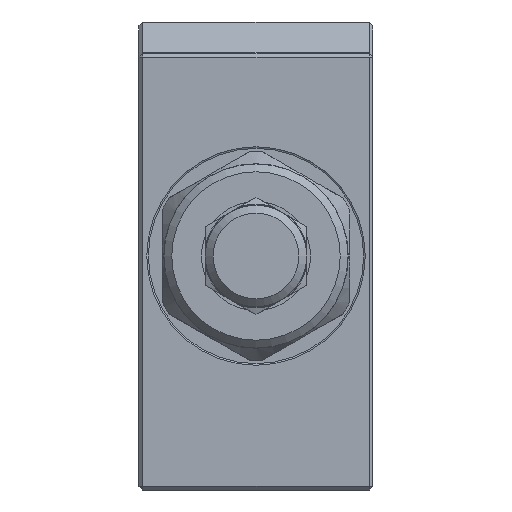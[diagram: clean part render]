
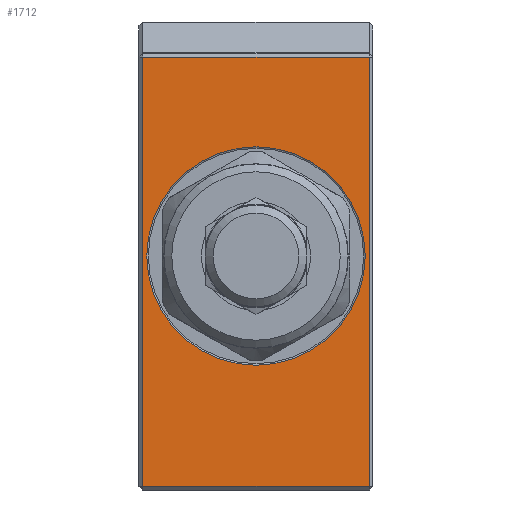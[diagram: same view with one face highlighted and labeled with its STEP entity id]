
A CAD part, left-side view. The second image highlights one B-rep face of the part: STEP entity #1712.
In plain terms, the highlighted planar face has unit normal (-1, 0, 0).
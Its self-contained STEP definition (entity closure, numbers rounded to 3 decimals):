
#72=LINE('',#4558,#161);
#73=LINE('',#4561,#162);
#74=LINE('',#4563,#163);
#75=LINE('',#4565,#164);
#161=VECTOR('',#2717,1000.);
#162=VECTOR('',#2718,1000.);
#163=VECTOR('',#2719,1000.);
#164=VECTOR('',#2720,1000.);
#225=PLANE('',#2352);
#373=CIRCLE('',#2353,14.);
#670=ORIENTED_EDGE('',*,*,#1011,.T.);
#671=ORIENTED_EDGE('',*,*,#1012,.T.);
#672=ORIENTED_EDGE('',*,*,#1013,.T.);
#673=ORIENTED_EDGE('',*,*,#1014,.T.);
#674=ORIENTED_EDGE('',*,*,#1015,.T.);
#1011=EDGE_CURVE('',#1202,#1202,#373,.T.);
#1012=EDGE_CURVE('',#1203,#1204,#72,.T.);
#1013=EDGE_CURVE('',#1204,#1205,#73,.T.);
#1014=EDGE_CURVE('',#1205,#1206,#74,.T.);
#1015=EDGE_CURVE('',#1206,#1203,#75,.T.);
#1202=VERTEX_POINT('',#4557);
#1203=VERTEX_POINT('',#4559);
#1204=VERTEX_POINT('',#4560);
#1205=VERTEX_POINT('',#4562);
#1206=VERTEX_POINT('',#4564);
#1381=EDGE_LOOP('',(#670));
#1382=EDGE_LOOP('',(#671,#672,#673,#674));
#1548=FACE_BOUND('',#1381,.T.);
#1549=FACE_BOUND('',#1382,.T.);
#1712=ADVANCED_FACE('',(#1548,#1549),#225,.F.);
#2352=AXIS2_PLACEMENT_3D('',#4555,#2713,#2714);
#2353=AXIS2_PLACEMENT_3D('',#4556,#2715,#2716);
#2713=DIRECTION('',(1.,0.,0.));
#2714=DIRECTION('',(0.,0.,-1.));
#2715=DIRECTION('',(1.,0.,0.));
#2716=DIRECTION('',(0.,0.,1.));
#2717=DIRECTION('',(0.,1.,0.));
#2718=DIRECTION('',(0.,0.,-1.));
#2719=DIRECTION('',(0.,-1.,0.));
#2720=DIRECTION('',(0.,0.,1.));
#4555=CARTESIAN_POINT('',(-48.926,-15.,30.));
#4556=CARTESIAN_POINT('',(-48.926,0.,0.));
#4557=CARTESIAN_POINT('',(-48.926,0.,14.));
#4558=CARTESIAN_POINT('',(-48.926,-15.,25.5));
#4559=CARTESIAN_POINT('',(-48.926,-14.5,25.5));
#4560=CARTESIAN_POINT('',(-48.926,14.5,25.5));
#4561=CARTESIAN_POINT('',(-48.926,14.5,30.));
#4562=CARTESIAN_POINT('',(-48.926,14.5,-29.5));
#4563=CARTESIAN_POINT('',(-48.926,-15.,-29.5));
#4564=CARTESIAN_POINT('',(-48.926,-14.5,-29.5));
#4565=CARTESIAN_POINT('',(-48.926,-14.5,26.));
